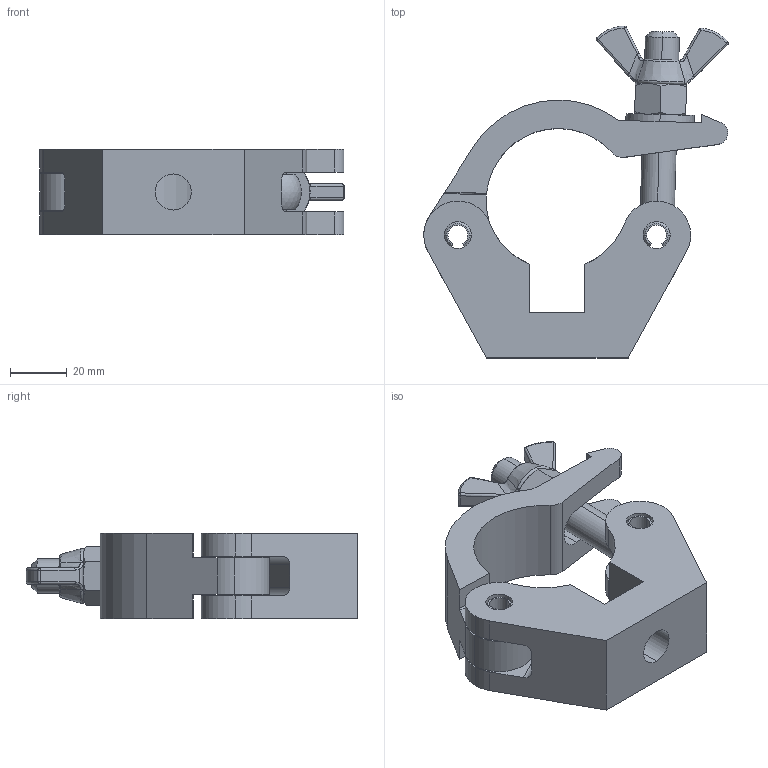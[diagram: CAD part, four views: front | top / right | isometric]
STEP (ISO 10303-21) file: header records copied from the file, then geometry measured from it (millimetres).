
FILE_DESCRIPTION (( 'STEP AP203' ), '1' );
FILE_NAME ('T57001 & T57011.STEP', '2018-03-20T15:51:53', ( '' ), ( '' ), 'SwSTEP 2.0', 'SolidWorks 2016', '' );
FILE_SCHEMA (( 'CONFIG_CONTROL_DESIGN' ));
Length unit declared in the file: millimetre
Products named in the file (11): TH2000_TH2000 - 30MM WIDE; TH566; TH156_TH650; A Washer_Bright washer BS 4320 - M12 (Form A); TH2001_TH2001 - 30MM WIDE; Hex Nut Style 1 GradeAB_Doughty Fastners_Hexagon Nut ISO - 4032 - M12 - D - S; TH157_TH213; F883_DIN 315-M12-GT-C-N; T78000; F791; T57001 & T57011
Assembly tree (11 placements, depth 3):
  T57001 & T57011
    TH156_TH650
      TH2000_TH2000 - 30MM WIDE
    TH157_TH213
      TH2001_TH2001 - 30MM WIDE
    T78000
      TH566
      A Washer_Bright washer BS 4320 - M12 (Form A)
      Hex Nut Style 1 GradeAB_Doughty Fastners_Hexagon Nut ISO - 4032 - M12 - D - S
      F883_DIN 315-M12-GT-C-N
    F791  x2
Bounding box: 107.22 x 116.87 x 30 mm (x, y, z)
Volume: 118386.6 mm3; surface area: 39094.8 mm2
Topology: 8 solids, 8 shells, 263 faces, 620 edges, 364 vertices
Faces by surface type: cylinder 92, cone 64, plane 60, bspline 28, sphere 11, torus 8
Entity records: 8859 total; most frequent: CARTESIAN_POINT 2144, DIRECTION 1201, ORIENTED_EDGE 1142, EDGE_CURVE 571, AXIS2_PLACEMENT_3D 487, VERTEX_POINT 338, EDGE_LOOP 267, CIRCLE 251
